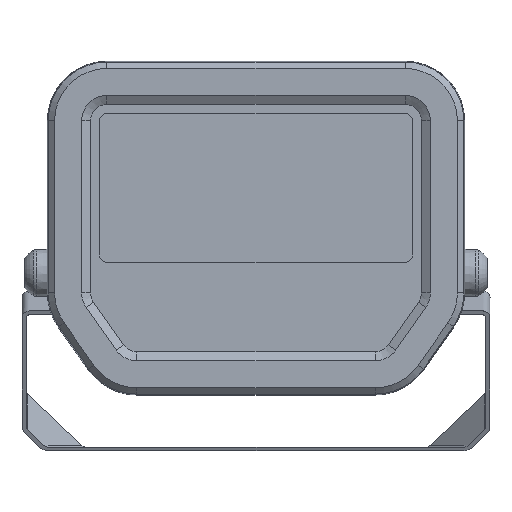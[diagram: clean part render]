
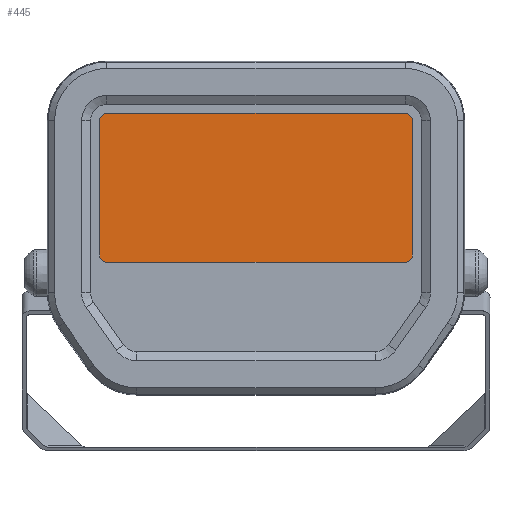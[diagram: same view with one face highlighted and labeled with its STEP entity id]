
A CAD part, top view. The second image highlights one B-rep face of the part: STEP entity #445.
In plain terms, the highlighted face is planar.
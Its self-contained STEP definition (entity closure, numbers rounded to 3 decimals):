
#114 = AXIS2_PLACEMENT_3D ( 'NONE', #34553, #5246, #28333 ) ;
#445 = ADVANCED_FACE ( 'NONE', ( #8562 ), #34116, .T. ) ;
#1019 = AXIS2_PLACEMENT_3D ( 'NONE', #33942, #8021, #34132 ) ;
#1023 = CIRCLE ( 'NONE', #36757, 2.5 ) ;
#1340 = AXIS2_PLACEMENT_3D ( 'NONE', #19345, #11399, #2670 ) ;
#1347 = CARTESIAN_POINT ( 'NONE',  ( -52.5, 110.595, -51.817 ) ) ;
#2117 = EDGE_CURVE ( 'NONE', #31396, #28394, #7745, .T. ) ;
#2356 = CARTESIAN_POINT ( 'NONE',  ( -50., 63.095, -51.817 ) ) ;
#2598 = ORIENTED_EDGE ( 'NONE', *, *, #34449, .T. ) ;
#2670 = DIRECTION ( 'NONE',  ( -1., 0., 0. ) ) ;
#2742 = CIRCLE ( 'NONE', #16666, 2.5 ) ;
#4665 = EDGE_CURVE ( 'NONE', #16450, #23587, #22509, .T. ) ;
#4762 = CARTESIAN_POINT ( 'NONE',  ( -50., 63.095, -51.817 ) ) ;
#5246 = DIRECTION ( 'NONE',  ( 0., 0., -1. ) ) ;
#5886 = CARTESIAN_POINT ( 'NONE',  ( 52.5, 110.595, -51.817 ) ) ;
#6118 = CARTESIAN_POINT ( 'NONE',  ( -50., 113.095, -51.817 ) ) ;
#7745 = CIRCLE ( 'NONE', #1019, 2.5 ) ;
#8021 = DIRECTION ( 'NONE',  ( 0., 0., -1. ) ) ;
#8562 = FACE_OUTER_BOUND ( 'NONE', #15568, .T. ) ;
#8673 = VECTOR ( 'NONE', #21905, 1000. ) ;
#8694 = CARTESIAN_POINT ( 'NONE',  ( 52.5, 110.595, -51.817 ) ) ;
#9231 = ORIENTED_EDGE ( 'NONE', *, *, #11472, .T. ) ;
#9711 = EDGE_CURVE ( 'NONE', #10894, #16450, #2742, .T. ) ;
#10552 = CARTESIAN_POINT ( 'NONE',  ( 52.5, 65.595, -51.817 ) ) ;
#10746 = VERTEX_POINT ( 'NONE', #4762 ) ;
#10894 = VERTEX_POINT ( 'NONE', #37315 ) ;
#11399 = DIRECTION ( 'NONE',  ( 0., 0., -1. ) ) ;
#11472 = EDGE_CURVE ( 'NONE', #23587, #34726, #35864, .T. ) ;
#12383 = LINE ( 'NONE', #1347, #27570 ) ;
#12532 = DIRECTION ( 'NONE',  ( 1., 0., 0. ) ) ;
#12957 = DIRECTION ( 'NONE',  ( 0., 1., 0. ) ) ;
#13563 = LINE ( 'NONE', #2356, #8673 ) ;
#13703 = CARTESIAN_POINT ( 'NONE',  ( 50., 110.595, -51.817 ) ) ;
#14655 = ORIENTED_EDGE ( 'NONE', *, *, #2117, .T. ) ;
#15010 = CARTESIAN_POINT ( 'NONE',  ( -52.5, 65.595, -51.817 ) ) ;
#15568 = EDGE_LOOP ( 'NONE', ( #2598, #31950, #19412, #14655, #30501, #20493, #22657, #9231 ) ) ;
#15748 = EDGE_CURVE ( 'NONE', #10746, #31262, #1023, .T. ) ;
#16237 = VECTOR ( 'NONE', #37096, 1000. ) ;
#16450 = VERTEX_POINT ( 'NONE', #5886 ) ;
#16666 = AXIS2_PLACEMENT_3D ( 'NONE', #13703, #33954, #19571 ) ;
#17819 = CARTESIAN_POINT ( 'NONE',  ( -50., 113.095, -51.817 ) ) ;
#19345 = CARTESIAN_POINT ( 'NONE',  ( -50., 110.595, -51.817 ) ) ;
#19412 = ORIENTED_EDGE ( 'NONE', *, *, #36584, .T. ) ;
#19571 = DIRECTION ( 'NONE',  ( -1., 0., 0. ) ) ;
#19929 = CARTESIAN_POINT ( 'NONE',  ( 50., 63.095, -51.817 ) ) ;
#20493 = ORIENTED_EDGE ( 'NONE', *, *, #9711, .T. ) ;
#21905 = DIRECTION ( 'NONE',  ( -1., 0., 0. ) ) ;
#22207 = DIRECTION ( 'NONE',  ( -1., 0., 0. ) ) ;
#22509 = LINE ( 'NONE', #8694, #16237 ) ;
#22558 = CARTESIAN_POINT ( 'NONE',  ( -50., 65.595, -51.817 ) ) ;
#22657 = ORIENTED_EDGE ( 'NONE', *, *, #4665, .T. ) ;
#23587 = VERTEX_POINT ( 'NONE', #10552 ) ;
#23742 = LINE ( 'NONE', #6118, #30959 ) ;
#27570 = VECTOR ( 'NONE', #12957, 1000. ) ;
#27665 = EDGE_CURVE ( 'NONE', #28394, #10894, #23742, .T. ) ;
#28333 = DIRECTION ( 'NONE',  ( -1., 0., 0. ) ) ;
#28394 = VERTEX_POINT ( 'NONE', #17819 ) ;
#30501 = ORIENTED_EDGE ( 'NONE', *, *, #27665, .T. ) ;
#30959 = VECTOR ( 'NONE', #12532, 1000. ) ;
#31262 = VERTEX_POINT ( 'NONE', #15010 ) ;
#31396 = VERTEX_POINT ( 'NONE', #33355 ) ;
#31950 = ORIENTED_EDGE ( 'NONE', *, *, #15748, .T. ) ;
#33355 = CARTESIAN_POINT ( 'NONE',  ( -52.5, 110.595, -51.817 ) ) ;
#33942 = CARTESIAN_POINT ( 'NONE',  ( -50., 110.595, -51.817 ) ) ;
#33954 = DIRECTION ( 'NONE',  ( 0., 0., -1. ) ) ;
#34116 = PLANE ( 'NONE',  #1340 ) ;
#34132 = DIRECTION ( 'NONE',  ( -1., 0., 0. ) ) ;
#34449 = EDGE_CURVE ( 'NONE', #34726, #10746, #13563, .T. ) ;
#34553 = CARTESIAN_POINT ( 'NONE',  ( 50., 65.595, -51.817 ) ) ;
#34726 = VERTEX_POINT ( 'NONE', #19929 ) ;
#35864 = CIRCLE ( 'NONE', #114, 2.5 ) ;
#36584 = EDGE_CURVE ( 'NONE', #31262, #31396, #12383, .T. ) ;
#36757 = AXIS2_PLACEMENT_3D ( 'NONE', #22558, #37494, #22207 ) ;
#37096 = DIRECTION ( 'NONE',  ( 0., -1., 0. ) ) ;
#37315 = CARTESIAN_POINT ( 'NONE',  ( 50., 113.095, -51.817 ) ) ;
#37494 = DIRECTION ( 'NONE',  ( 0., 0., -1. ) ) ;
